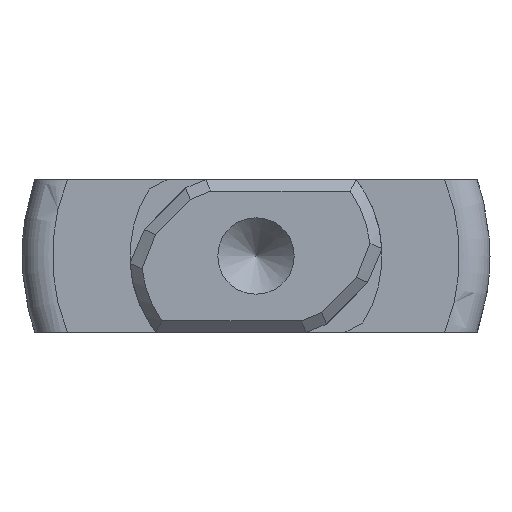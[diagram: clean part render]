
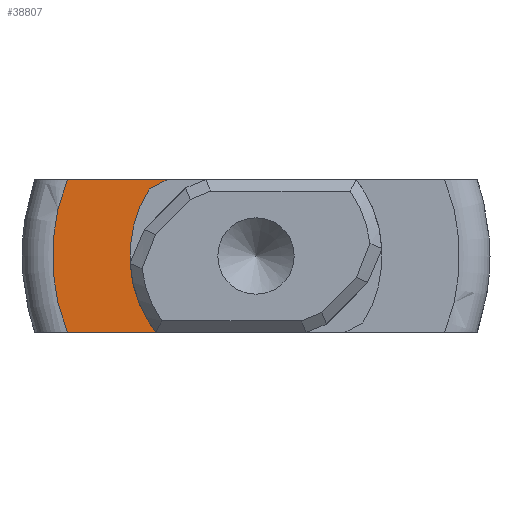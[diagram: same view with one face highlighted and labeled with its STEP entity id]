
A CAD part, left-side view. The second image highlights one B-rep face of the part: STEP entity #38807.
In plain terms, the highlighted planar face has unit normal (-1, 0, 0).
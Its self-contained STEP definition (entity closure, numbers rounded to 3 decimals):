
#722 = PLANE('',#723);
#723 = AXIS2_PLACEMENT_3D('',#724,#725,#726);
#724 = CARTESIAN_POINT('',(-6.25,-6.25,2.));
#725 = DIRECTION('',(0.,0.,1.));
#726 = DIRECTION('',(0.,1.,0.));
#17541 = VERTEX_POINT('',#17542);
#17542 = CARTESIAN_POINT('',(0.,4.94,2.));
#17576 = TOROIDAL_SURFACE('',#17577,5.329,0.8);
#17577 = AXIS2_PLACEMENT_3D('',#17578,#17579,#17580);
#17578 = CARTESIAN_POINT('',(0.8,0.,0.));
#17579 = DIRECTION('',(1.,0.,0.));
#17580 = DIRECTION('',(0.,0.,-1.));
#17610 = EDGE_CURVE('',#17541,#17611,#17613,.T.);
#17611 = VERTEX_POINT('',#17612);
#17612 = CARTESIAN_POINT('',(0.,2.327,2.));
#17613 = SURFACE_CURVE('',#17614,(#17618,#17625),.PCURVE_S1.);
#17614 = LINE('',#17615,#17616);
#17615 = CARTESIAN_POINT('',(0.,5.79,2.));
#17616 = VECTOR('',#17617,1.);
#17617 = DIRECTION('',(0.,-1.,0.));
#17618 = PCURVE('',#722,#17619);
#17619 = DEFINITIONAL_REPRESENTATION('',(#17620),#17624);
#17620 = LINE('',#17621,#17622);
#17621 = CARTESIAN_POINT('',(12.04,-6.25));
#17622 = VECTOR('',#17623,1.);
#17623 = DIRECTION('',(-1.,-0.));
#17624 = ( GEOMETRIC_REPRESENTATION_CONTEXT(2) 
PARAMETRIC_REPRESENTATION_CONTEXT() REPRESENTATION_CONTEXT('2D SPACE',''
  ) );
#17625 = PCURVE('',#17626,#17631);
#17626 = PLANE('',#17627);
#17627 = AXIS2_PLACEMENT_3D('',#17628,#17629,#17630);
#17628 = CARTESIAN_POINT('',(0.,5.329,
    0.));
#17629 = DIRECTION('',(-1.,0.,0.));
#17630 = DIRECTION('',(0.,0.,1.));
#17631 = DEFINITIONAL_REPRESENTATION('',(#17632),#17636);
#17632 = LINE('',#17633,#17634);
#17633 = CARTESIAN_POINT('',(2.,0.46));
#17634 = VECTOR('',#17635,1.);
#17635 = DIRECTION('',(0.,-1.));
#17636 = ( GEOMETRIC_REPRESENTATION_CONTEXT(2) 
PARAMETRIC_REPRESENTATION_CONTEXT() REPRESENTATION_CONTEXT('2D SPACE',''
  ) );
#17654 = PLANE('',#17655);
#17655 = AXIS2_PLACEMENT_3D('',#17656,#17657,#17658);
#17656 = CARTESIAN_POINT('',(-39.875,2.561,1.878));
#17657 = DIRECTION('',(0.,0.464,0.886
    ));
#17658 = DIRECTION('',(1.,0.,0.));
#35013 = PLANE('',#35014);
#35014 = AXIS2_PLACEMENT_3D('',#35015,#35016,#35017);
#35015 = CARTESIAN_POINT('',(-6.25,6.25,-2.));
#35016 = DIRECTION('',(0.,0.,-1.));
#35017 = DIRECTION('',(0.,-1.,0.));
#37094 = PLANE('',#37095);
#37095 = AXIS2_PLACEMENT_3D('',#37096,#37097,#37098);
#37096 = CARTESIAN_POINT('',(-39.875,2.561,-1.878));
#37097 = DIRECTION('',(0.,0.464,
    -0.886));
#37098 = DIRECTION('',(-1.,0.,0.));
#37114 = VERTEX_POINT('',#37115);
#37115 = CARTESIAN_POINT('',(0.,2.795,
    -1.755));
#37129 = CYLINDRICAL_SURFACE('',#37130,3.3);
#37130 = AXIS2_PLACEMENT_3D('',#37131,#37132,#37133);
#37131 = CARTESIAN_POINT('',(-39.875,0.,
    0.));
#37132 = DIRECTION('',(1.,0.,0.));
#37133 = DIRECTION('',(0.,1.,0.));
#37141 = EDGE_CURVE('',#37142,#37114,#37144,.T.);
#37142 = VERTEX_POINT('',#37143);
#37143 = CARTESIAN_POINT('',(0.,2.327,-2.));
#37144 = SURFACE_CURVE('',#37145,(#37149,#37156),.PCURVE_S1.);
#37145 = LINE('',#37146,#37147);
#37146 = CARTESIAN_POINT('',(0.,4.033,
    -1.107));
#37147 = VECTOR('',#37148,1.);
#37148 = DIRECTION('',(0.,0.886,0.464
    ));
#37149 = PCURVE('',#37094,#37150);
#37150 = DEFINITIONAL_REPRESENTATION('',(#37151),#37155);
#37151 = LINE('',#37152,#37153);
#37152 = CARTESIAN_POINT('',(-39.875,1.662));
#37153 = VECTOR('',#37154,1.);
#37154 = DIRECTION('',(0.,1.));
#37155 = ( GEOMETRIC_REPRESENTATION_CONTEXT(2) 
PARAMETRIC_REPRESENTATION_CONTEXT() REPRESENTATION_CONTEXT('2D SPACE',''
  ) );
#37156 = PCURVE('',#17626,#37157);
#37157 = DEFINITIONAL_REPRESENTATION('',(#37158),#37162);
#37158 = LINE('',#37159,#37160);
#37159 = CARTESIAN_POINT('',(-1.107,-1.296));
#37160 = VECTOR('',#37161,1.);
#37161 = DIRECTION('',(0.464,0.886));
#37162 = ( GEOMETRIC_REPRESENTATION_CONTEXT(2) 
PARAMETRIC_REPRESENTATION_CONTEXT() REPRESENTATION_CONTEXT('2D SPACE',''
  ) );
#37650 = EDGE_CURVE('',#37142,#37651,#37653,.T.);
#37651 = VERTEX_POINT('',#37652);
#37652 = CARTESIAN_POINT('',(0.,4.94,-2.));
#37653 = SURFACE_CURVE('',#37654,(#37658,#37665),.PCURVE_S1.);
#37654 = LINE('',#37655,#37656);
#37655 = CARTESIAN_POINT('',(0.,-0.46,-2.));
#37656 = VECTOR('',#37657,1.);
#37657 = DIRECTION('',(0.,1.,0.));
#37658 = PCURVE('',#35013,#37659);
#37659 = DEFINITIONAL_REPRESENTATION('',(#37660),#37664);
#37660 = LINE('',#37661,#37662);
#37661 = CARTESIAN_POINT('',(6.71,-6.25));
#37662 = VECTOR('',#37663,1.);
#37663 = DIRECTION('',(-1.,-0.));
#37664 = ( GEOMETRIC_REPRESENTATION_CONTEXT(2) 
PARAMETRIC_REPRESENTATION_CONTEXT() REPRESENTATION_CONTEXT('2D SPACE',''
  ) );
#37665 = PCURVE('',#17626,#37666);
#37666 = DEFINITIONAL_REPRESENTATION('',(#37667),#37671);
#37667 = LINE('',#37668,#37669);
#37668 = CARTESIAN_POINT('',(-2.,-5.79));
#37669 = VECTOR('',#37670,1.);
#37670 = DIRECTION('',(0.,1.));
#37671 = ( GEOMETRIC_REPRESENTATION_CONTEXT(2) 
PARAMETRIC_REPRESENTATION_CONTEXT() REPRESENTATION_CONTEXT('2D SPACE',''
  ) );
#38294 = EDGE_CURVE('',#38295,#17611,#38297,.T.);
#38295 = VERTEX_POINT('',#38296);
#38296 = CARTESIAN_POINT('',(0.,2.795,
    1.755));
#38297 = SURFACE_CURVE('',#38298,(#38302,#38309),.PCURVE_S1.);
#38298 = LINE('',#38299,#38300);
#38299 = CARTESIAN_POINT('',(0.,4.033,
    1.107));
#38300 = VECTOR('',#38301,1.);
#38301 = DIRECTION('',(0.,-0.886,
    0.464));
#38302 = PCURVE('',#17654,#38303);
#38303 = DEFINITIONAL_REPRESENTATION('',(#38304),#38308);
#38304 = LINE('',#38305,#38306);
#38305 = CARTESIAN_POINT('',(39.875,1.662));
#38306 = VECTOR('',#38307,1.);
#38307 = DIRECTION('',(0.,-1.));
#38308 = ( GEOMETRIC_REPRESENTATION_CONTEXT(2) 
PARAMETRIC_REPRESENTATION_CONTEXT() REPRESENTATION_CONTEXT('2D SPACE',''
  ) );
#38309 = PCURVE('',#17626,#38310);
#38310 = DEFINITIONAL_REPRESENTATION('',(#38311),#38315);
#38311 = LINE('',#38312,#38313);
#38312 = CARTESIAN_POINT('',(1.107,-1.296));
#38313 = VECTOR('',#38314,1.);
#38314 = DIRECTION('',(0.464,-0.886));
#38315 = ( GEOMETRIC_REPRESENTATION_CONTEXT(2) 
PARAMETRIC_REPRESENTATION_CONTEXT() REPRESENTATION_CONTEXT('2D SPACE',''
  ) );
#38344 = EDGE_CURVE('',#37114,#38295,#38345,.T.);
#38345 = SURFACE_CURVE('',#38346,(#38351,#38358),.PCURVE_S1.);
#38346 = CIRCLE('',#38347,3.3);
#38347 = AXIS2_PLACEMENT_3D('',#38348,#38349,#38350);
#38348 = CARTESIAN_POINT('',(0.,0.,
    0.));
#38349 = DIRECTION('',(1.,0.,0.));
#38350 = DIRECTION('',(0.,0.,1.));
#38351 = PCURVE('',#37129,#38352);
#38352 = DEFINITIONAL_REPRESENTATION('',(#38353),#38357);
#38353 = LINE('',#38354,#38355);
#38354 = CARTESIAN_POINT('',(1.571,39.875));
#38355 = VECTOR('',#38356,1.);
#38356 = DIRECTION('',(1.,0.));
#38357 = ( GEOMETRIC_REPRESENTATION_CONTEXT(2) 
PARAMETRIC_REPRESENTATION_CONTEXT() REPRESENTATION_CONTEXT('2D SPACE',''
  ) );
#38358 = PCURVE('',#17626,#38359);
#38359 = DEFINITIONAL_REPRESENTATION('',(#38360),#38368);
#38360 = ( BOUNDED_CURVE() B_SPLINE_CURVE(2,(#38361,#38362,#38363,#38364
    ,#38365,#38366,#38367),.UNSPECIFIED.,.T.,.F.) 
B_SPLINE_CURVE_WITH_KNOTS((1,2,2,2,2,1),(-2.094,0.,
    2.094,4.189,6.283,8.378),
.UNSPECIFIED.) CURVE() GEOMETRIC_REPRESENTATION_ITEM() 
RATIONAL_B_SPLINE_CURVE((1.,0.5,1.,0.5,1.,0.5,1.)) REPRESENTATION_ITEM(
  '') );
#38361 = CARTESIAN_POINT('',(3.3,-5.329));
#38362 = CARTESIAN_POINT('',(3.3,-11.045));
#38363 = CARTESIAN_POINT('',(-1.65,-8.187));
#38364 = CARTESIAN_POINT('',(-6.6,-5.329));
#38365 = CARTESIAN_POINT('',(-1.65,-2.471));
#38366 = CARTESIAN_POINT('',(3.3,0.387));
#38367 = CARTESIAN_POINT('',(3.3,-5.329));
#38368 = ( GEOMETRIC_REPRESENTATION_CONTEXT(2) 
PARAMETRIC_REPRESENTATION_CONTEXT() REPRESENTATION_CONTEXT('2D SPACE',''
  ) );
#38807 = ADVANCED_FACE('',(#38808),#17626,.T.);
#38808 = FACE_BOUND('',#38809,.T.);
#38809 = EDGE_LOOP('',(#38810,#38811,#38812,#38813,#38839,#38840));
#38810 = ORIENTED_EDGE('',*,*,#38344,.T.);
#38811 = ORIENTED_EDGE('',*,*,#38294,.T.);
#38812 = ORIENTED_EDGE('',*,*,#17610,.F.);
#38813 = ORIENTED_EDGE('',*,*,#38814,.F.);
#38814 = EDGE_CURVE('',#37651,#17541,#38815,.T.);
#38815 = SURFACE_CURVE('',#38816,(#38821,#38832),.PCURVE_S1.);
#38816 = CIRCLE('',#38817,5.329);
#38817 = AXIS2_PLACEMENT_3D('',#38818,#38819,#38820);
#38818 = CARTESIAN_POINT('',(0.,0.,0.)
  );
#38819 = DIRECTION('',(1.,0.,0.));
#38820 = DIRECTION('',(0.,0.,1.));
#38821 = PCURVE('',#17626,#38822);
#38822 = DEFINITIONAL_REPRESENTATION('',(#38823),#38831);
#38823 = ( BOUNDED_CURVE() B_SPLINE_CURVE(2,(#38824,#38825,#38826,#38827
    ,#38828,#38829,#38830),.UNSPECIFIED.,.T.,.F.) 
B_SPLINE_CURVE_WITH_KNOTS((1,2,2,2,2,1),(-2.094,0.,
    2.094,4.189,6.283,8.378),
.UNSPECIFIED.) CURVE() GEOMETRIC_REPRESENTATION_ITEM() 
RATIONAL_B_SPLINE_CURVE((1.,0.5,1.,0.5,1.,0.5,1.)) REPRESENTATION_ITEM(
  '') );
#38824 = CARTESIAN_POINT('',(5.329,-5.329));
#38825 = CARTESIAN_POINT('',(5.329,-14.56));
#38826 = CARTESIAN_POINT('',(-2.665,-9.945));
#38827 = CARTESIAN_POINT('',(-10.659,-5.329));
#38828 = CARTESIAN_POINT('',(-2.665,-0.714));
#38829 = CARTESIAN_POINT('',(5.329,3.901));
#38830 = CARTESIAN_POINT('',(5.329,-5.329));
#38831 = ( GEOMETRIC_REPRESENTATION_CONTEXT(2) 
PARAMETRIC_REPRESENTATION_CONTEXT() REPRESENTATION_CONTEXT('2D SPACE',''
  ) );
#38832 = PCURVE('',#17576,#38833);
#38833 = DEFINITIONAL_REPRESENTATION('',(#38834),#38838);
#38834 = LINE('',#38835,#38836);
#38835 = CARTESIAN_POINT('',(-3.142,4.712));
#38836 = VECTOR('',#38837,1.);
#38837 = DIRECTION('',(1.,0.));
#38838 = ( GEOMETRIC_REPRESENTATION_CONTEXT(2) 
PARAMETRIC_REPRESENTATION_CONTEXT() REPRESENTATION_CONTEXT('2D SPACE',''
  ) );
#38839 = ORIENTED_EDGE('',*,*,#37650,.F.);
#38840 = ORIENTED_EDGE('',*,*,#37141,.T.);
